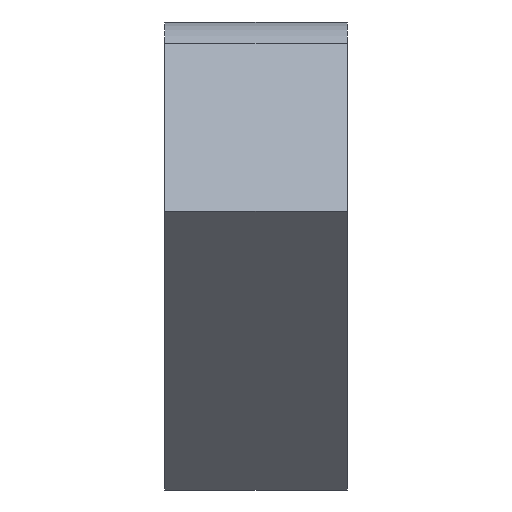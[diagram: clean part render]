
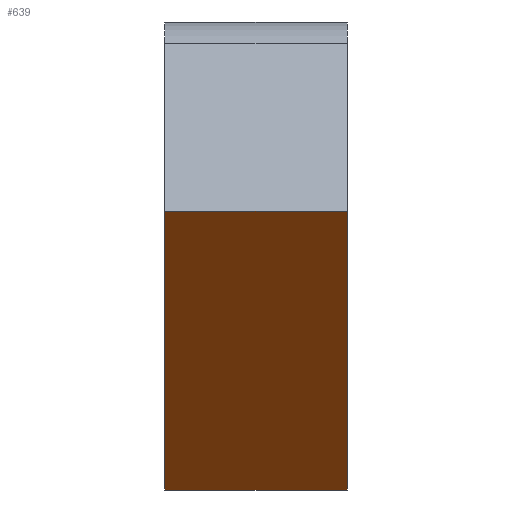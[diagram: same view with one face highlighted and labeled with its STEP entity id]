
A CAD part, front view. The second image highlights one B-rep face of the part: STEP entity #639.
In plain terms, the highlighted planar face has unit normal (0, -0.707, -0.707).
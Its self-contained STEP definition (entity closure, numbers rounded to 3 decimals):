
#47=PLANE('',#718);
#78=FACE_OUTER_BOUND('',#111,.T.);
#111=EDGE_LOOP('',(#546,#547,#548,#549));
#158=LINE('',#966,#217);
#161=LINE('',#976,#220);
#186=LINE('',#1065,#245);
#187=LINE('',#1067,#246);
#217=VECTOR('',#775,10.);
#220=VECTOR('',#786,10.);
#245=VECTOR('',#885,10.);
#246=VECTOR('',#888,10.);
#304=VERTEX_POINT('',#963);
#305=VERTEX_POINT('',#965);
#308=VERTEX_POINT('',#975);
#335=VERTEX_POINT('',#1063);
#368=EDGE_CURVE('',#304,#305,#158,.T.);
#373=EDGE_CURVE('',#305,#308,#161,.T.);
#418=EDGE_CURVE('',#304,#335,#186,.T.);
#419=EDGE_CURVE('',#308,#335,#187,.T.);
#546=ORIENTED_EDGE('',*,*,#418,.T.);
#547=ORIENTED_EDGE('',*,*,#419,.F.);
#548=ORIENTED_EDGE('',*,*,#373,.F.);
#549=ORIENTED_EDGE('',*,*,#368,.F.);
#639=ADVANCED_FACE('',(#78),#47,.T.);
#718=AXIS2_PLACEMENT_3D('',#1066,#886,#887);
#775=DIRECTION('',(0.,-0.707,0.707));
#786=DIRECTION('',(1.,0.,0.));
#885=DIRECTION('',(1.,0.,0.));
#886=DIRECTION('center_axis',(0.,-0.707,-0.707));
#887=DIRECTION('ref_axis',(0.,0.707,-0.707));
#888=DIRECTION('',(0.,0.707,-0.707));
#963=CARTESIAN_POINT('',(-12.5,2.121,-36.062));
#965=CARTESIAN_POINT('',(-12.5,-36.062,2.121));
#966=CARTESIAN_POINT('',(-12.5,-36.062,2.121));
#975=CARTESIAN_POINT('',(12.5,-36.062,2.121));
#976=CARTESIAN_POINT('',(0.,-36.062,2.121));
#1063=CARTESIAN_POINT('',(12.5,2.121,-36.062));
#1065=CARTESIAN_POINT('',(0.,2.121,-36.062));
#1066=CARTESIAN_POINT('Origin',(0.,-36.062,2.121));
#1067=CARTESIAN_POINT('',(12.5,-36.062,2.121));
